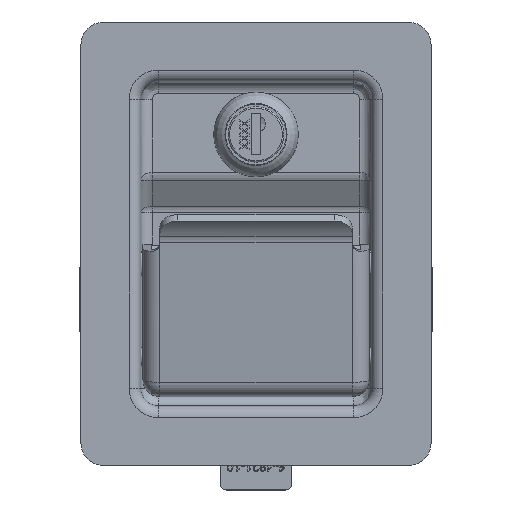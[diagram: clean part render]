
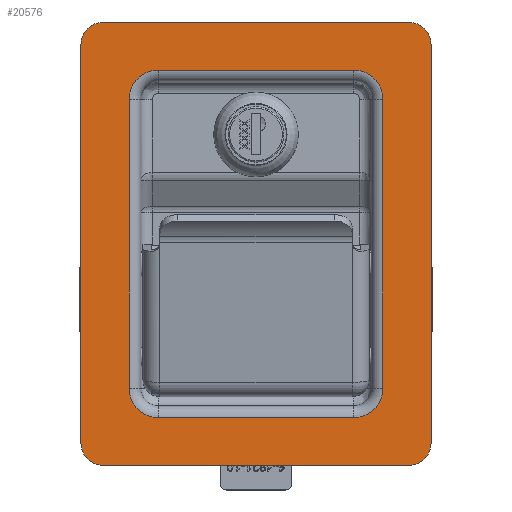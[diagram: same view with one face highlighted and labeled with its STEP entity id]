
A CAD part, top view. The second image highlights one B-rep face of the part: STEP entity #20576.
In plain terms, the highlighted planar face has unit normal (0, 0, 1).
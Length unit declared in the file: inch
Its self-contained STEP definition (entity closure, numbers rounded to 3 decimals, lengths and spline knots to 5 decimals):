
#345=FACE_BOUND('',#3189,.T.);
#438=PLANE('',#22199);
#1088=CIRCLE('',#22182,0.313);
#1091=CIRCLE('',#22187,0.313);
#1094=CIRCLE('',#22192,0.313);
#1098=CIRCLE('',#22198,0.313);
#1099=CIRCLE('',#22200,0.25);
#1100=CIRCLE('',#22201,0.25);
#1101=CIRCLE('',#22202,0.25);
#1102=CIRCLE('',#22203,0.25);
#1984=FACE_OUTER_BOUND('',#3188,.T.);
#3188=EDGE_LOOP('',(#14353,#14354,#14355,#14356,#14357,#14358,#14359,#14360));
#3189=EDGE_LOOP('',(#14361,#14362,#14363,#14364,#14365,#14366,#14367,#14368));
#4480=LINE('',#30251,#6369);
#4481=LINE('',#30259,#6370);
#4482=LINE('',#30267,#6371);
#4483=LINE('',#30278,#6372);
#4485=LINE('',#30288,#6374);
#4486=LINE('',#30292,#6375);
#4487=LINE('',#30296,#6376);
#4488=LINE('',#30299,#6377);
#6369=VECTOR('',#24105,0.3937);
#6370=VECTOR('',#24116,0.3937);
#6371=VECTOR('',#24127,0.3937);
#6372=VECTOR('',#24140,0.3937);
#6374=VECTOR('',#24152,0.3937);
#6375=VECTOR('',#24155,0.3937);
#6376=VECTOR('',#24158,0.3937);
#6377=VECTOR('',#24161,0.3937);
#8851=VERTEX_POINT('',#30247);
#8852=VERTEX_POINT('',#30249);
#8853=VERTEX_POINT('',#30253);
#8854=VERTEX_POINT('',#30257);
#8855=VERTEX_POINT('',#30261);
#8856=VERTEX_POINT('',#30265);
#8858=VERTEX_POINT('',#30270);
#8860=VERTEX_POINT('',#30276);
#8861=VERTEX_POINT('',#30284);
#8862=VERTEX_POINT('',#30285);
#8863=VERTEX_POINT('',#30287);
#8864=VERTEX_POINT('',#30289);
#8865=VERTEX_POINT('',#30291);
#8866=VERTEX_POINT('',#30293);
#8867=VERTEX_POINT('',#30295);
#8868=VERTEX_POINT('',#30297);
#10982=EDGE_CURVE('',#8852,#8851,#4480,.T.);
#10984=EDGE_CURVE('',#8853,#8852,#1088,.T.);
#10986=EDGE_CURVE('',#8854,#8853,#4481,.T.);
#10988=EDGE_CURVE('',#8855,#8854,#1091,.T.);
#10990=EDGE_CURVE('',#8856,#8855,#4482,.T.);
#10992=EDGE_CURVE('',#8858,#8856,#1094,.T.);
#10995=EDGE_CURVE('',#8860,#8858,#4483,.T.);
#10998=EDGE_CURVE('',#8851,#8860,#1098,.T.);
#10999=EDGE_CURVE('',#8861,#8862,#1099,.T.);
#11000=EDGE_CURVE('',#8863,#8861,#4485,.T.);
#11001=EDGE_CURVE('',#8864,#8863,#1100,.T.);
#11002=EDGE_CURVE('',#8865,#8864,#4486,.T.);
#11003=EDGE_CURVE('',#8866,#8865,#1101,.T.);
#11004=EDGE_CURVE('',#8867,#8866,#4487,.T.);
#11005=EDGE_CURVE('',#8868,#8867,#1102,.T.);
#11006=EDGE_CURVE('',#8862,#8868,#4488,.T.);
#14353=ORIENTED_EDGE('',*,*,#10999,.F.);
#14354=ORIENTED_EDGE('',*,*,#11000,.F.);
#14355=ORIENTED_EDGE('',*,*,#11001,.F.);
#14356=ORIENTED_EDGE('',*,*,#11002,.F.);
#14357=ORIENTED_EDGE('',*,*,#11003,.F.);
#14358=ORIENTED_EDGE('',*,*,#11004,.F.);
#14359=ORIENTED_EDGE('',*,*,#11005,.F.);
#14360=ORIENTED_EDGE('',*,*,#11006,.F.);
#14361=ORIENTED_EDGE('',*,*,#10982,.F.);
#14362=ORIENTED_EDGE('',*,*,#10984,.F.);
#14363=ORIENTED_EDGE('',*,*,#10986,.F.);
#14364=ORIENTED_EDGE('',*,*,#10988,.F.);
#14365=ORIENTED_EDGE('',*,*,#10990,.F.);
#14366=ORIENTED_EDGE('',*,*,#10992,.F.);
#14367=ORIENTED_EDGE('',*,*,#10995,.F.);
#14368=ORIENTED_EDGE('',*,*,#10998,.F.);
#20576=ADVANCED_FACE('',(#1984,#345),#438,.T.);
#22182=AXIS2_PLACEMENT_3D('',#30255,#24110,#24111);
#22187=AXIS2_PLACEMENT_3D('',#30263,#24121,#24122);
#22192=AXIS2_PLACEMENT_3D('',#30272,#24132,#24133);
#22198=AXIS2_PLACEMENT_3D('',#30282,#24146,#24147);
#22199=AXIS2_PLACEMENT_3D('',#30283,#24148,#24149);
#22200=AXIS2_PLACEMENT_3D('',#30286,#24150,#24151);
#22201=AXIS2_PLACEMENT_3D('',#30290,#24153,#24154);
#22202=AXIS2_PLACEMENT_3D('',#30294,#24156,#24157);
#22203=AXIS2_PLACEMENT_3D('',#30298,#24159,#24160);
#24105=DIRECTION('',(0.,1.,0.));
#24110=DIRECTION('center_axis',(0.,0.,1.));
#24111=DIRECTION('ref_axis',(0.707,-0.707,0.));
#24116=DIRECTION('',(1.,0.,0.));
#24121=DIRECTION('center_axis',(0.,0.,1.));
#24122=DIRECTION('ref_axis',(-0.707,-0.707,0.));
#24127=DIRECTION('',(0.,-1.,0.));
#24132=DIRECTION('center_axis',(0.,0.,1.));
#24133=DIRECTION('ref_axis',(-0.707,0.707,0.));
#24140=DIRECTION('',(-1.,0.,0.));
#24146=DIRECTION('center_axis',(0.,0.,1.));
#24147=DIRECTION('ref_axis',(0.707,0.707,0.));
#24148=DIRECTION('center_axis',(0.,0.,1.));
#24149=DIRECTION('ref_axis',(1.,0.,0.));
#24150=DIRECTION('center_axis',(0.,0.,-1.));
#24151=DIRECTION('ref_axis',(1.,0.,0.));
#24152=DIRECTION('',(1.,0.,0.));
#24153=DIRECTION('center_axis',(0.,0.,-1.));
#24154=DIRECTION('ref_axis',(0.,1.,0.));
#24155=DIRECTION('',(0.,1.,0.));
#24156=DIRECTION('center_axis',(0.,0.,-1.));
#24157=DIRECTION('ref_axis',(-1.,0.,0.));
#24158=DIRECTION('',(-1.,0.,0.));
#24159=DIRECTION('center_axis',(0.,0.,-1.));
#24160=DIRECTION('ref_axis',(0.,-1.,0.));
#24161=DIRECTION('',(0.,-1.,0.));
#30247=CARTESIAN_POINT('',(1.3593,1.5465,0.0478));
#30249=CARTESIAN_POINT('',(1.3593,-1.5465,0.0478));
#30251=CARTESIAN_POINT('',(1.3593,-0.89225,0.0478));
#30253=CARTESIAN_POINT('',(1.0463,-1.8595,0.0478));
#30255=CARTESIAN_POINT('Origin',(1.0463,-1.5465,0.0478));
#30257=CARTESIAN_POINT('',(-1.0463,-1.8595,0.0478));
#30259=CARTESIAN_POINT('',(-0.64215,-1.8595,0.0478));
#30261=CARTESIAN_POINT('',(-1.3593,-1.5465,0.0478));
#30263=CARTESIAN_POINT('Origin',(-1.0463,-1.5465,0.0478));
#30265=CARTESIAN_POINT('',(-1.3593,1.5465,0.0478));
#30267=CARTESIAN_POINT('',(-1.3593,0.89225,0.0478));
#30270=CARTESIAN_POINT('',(-1.0463,1.8595,0.0478));
#30272=CARTESIAN_POINT('Origin',(-1.0463,1.5465,0.0478));
#30276=CARTESIAN_POINT('',(1.0463,1.8595,0.0478));
#30278=CARTESIAN_POINT('',(0.64215,1.8595,0.0478));
#30282=CARTESIAN_POINT('Origin',(1.0463,1.5465,0.0478));
#30283=CARTESIAN_POINT('Origin',(0.,0.,
0.0478));
#30284=CARTESIAN_POINT('',(1.625,2.375,0.0478));
#30285=CARTESIAN_POINT('',(1.875,2.125,0.0478));
#30286=CARTESIAN_POINT('Origin',(1.625,2.125,0.0478));
#30287=CARTESIAN_POINT('',(-1.625,2.375,0.0478));
#30288=CARTESIAN_POINT('',(1.625,2.375,0.0478));
#30289=CARTESIAN_POINT('',(-1.875,2.125,0.0478));
#30290=CARTESIAN_POINT('Origin',(-1.625,2.125,0.0478));
#30291=CARTESIAN_POINT('',(-1.875,-2.125,0.0478));
#30292=CARTESIAN_POINT('',(-1.875,2.125,0.0478));
#30293=CARTESIAN_POINT('',(-1.625,-2.375,0.0478));
#30294=CARTESIAN_POINT('Origin',(-1.625,-2.125,0.0478));
#30295=CARTESIAN_POINT('',(1.625,-2.375,0.0478));
#30296=CARTESIAN_POINT('',(-1.625,-2.375,0.0478));
#30297=CARTESIAN_POINT('',(1.875,-2.125,0.0478));
#30298=CARTESIAN_POINT('Origin',(1.625,-2.125,0.0478));
#30299=CARTESIAN_POINT('',(1.875,-2.125,0.0478));
